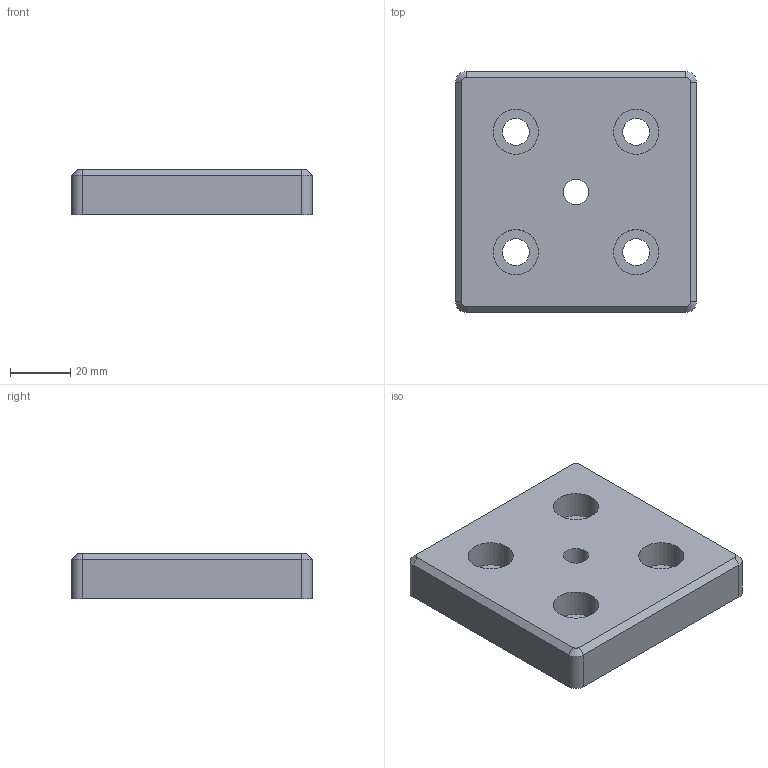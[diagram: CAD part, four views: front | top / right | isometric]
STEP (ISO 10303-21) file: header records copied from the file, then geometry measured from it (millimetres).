
FILE_DESCRIPTION(/* description */ ('Fußplatte 80x80 M10 verz.'),/* implementation_level */ '2;1');
FILE_NAME(/* name */ 'SZ0242V-A.stp',/* time_stamp */ '2015-11-24T08:57:34+01:00',/* author */ ('Marina Kaa'),/* organization */ (''),/* preprocessor_version */ 'ST-DEVELOPER v15.6',/* originating_system */ 'Autodesk Inventor 2015',/* authorisation */ '');
FILE_SCHEMA (('AUTOMOTIVE_DESIGN { 1 0 10303 214 3 1 1 }'));
Length unit declared in the file: millimetre
Products named in the file (1): SZ0242V-A
Bounding box: 80 x 80 x 15 mm (x, y, z)
Volume: 86507.6 mm3; surface area: 19266.4 mm2
Topology: 1 solids, 1 shells, 31 faces, 68 edges, 43 vertices
Faces by surface type: plane 14, cylinder 13, cone 4
Full cylindrical faces by diameter (mm): 8.376 x1, 9 x4, 15 x4
Entity records: 846 total; most frequent: DIRECTION 152, CARTESIAN_POINT 132, ORIENTED_EDGE 116, AXIS2_PLACEMENT_3D 62, EDGE_CURVE 58, EDGE_LOOP 54, VERTEX_POINT 42, FACE_OUTER_BOUND 31
